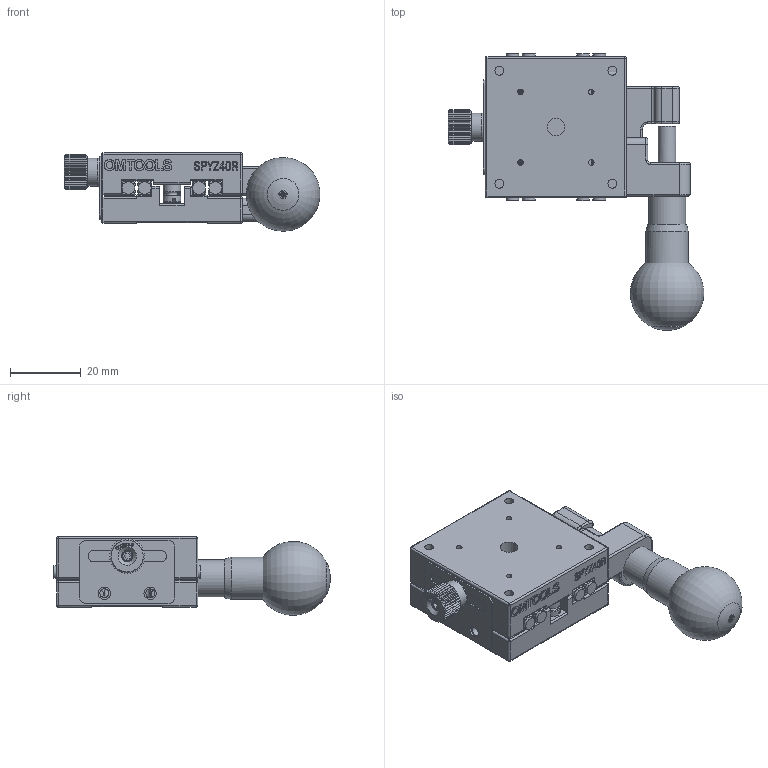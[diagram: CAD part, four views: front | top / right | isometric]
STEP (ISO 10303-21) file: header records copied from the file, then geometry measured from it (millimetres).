
FILE_DESCRIPTION (( 'STEP AP214' ), '1' );
FILE_NAME ('SPYZ40R 忒雄弇痄怢.STEP', '2021-08-05T01:10:09', ( '' ), ( '' ), 'SwSTEP 2.0', 'SolidWorks 2018', '' );
FILE_SCHEMA (( 'AUTOMOTIVE_DESIGN' ));
Length unit declared in the file: millimetre
Products named in the file (1): SPYZ40R 忒雄弇痄怢
Bounding box: 72.4 x 78.28 x 22.26 mm (x, y, z)
Surface area: 18701.2 mm2 (no closed solid volume)
Topology: 0 solids, 28 shells, 709 faces, 2146 edges, 1403 vertices
Faces by surface type: plane 435, cylinder 175, bspline 44, torus 24, sphere 16, cone 15
Full cylindrical faces by diameter (mm): 1.6 x6, 2.5 x8, 3 x4, 3.4 x4, 3.5 x2, 3.6 x8, 4.8 x3, 5 x6, 8 x1, 9 x1, 9.5 x1, 10.5 x1, 11.995 x1, 13 x1
Entity records: 36837 total; most frequent: CARTESIAN_POINT 10927, ORIENTED_EDGE 3546, DIRECTION 3512, EDGE_CURVE 2037, VERTEX_POINT 1379, VECTOR 1268, LINE 1268, AXIS2_PLACEMENT_3D 1122
